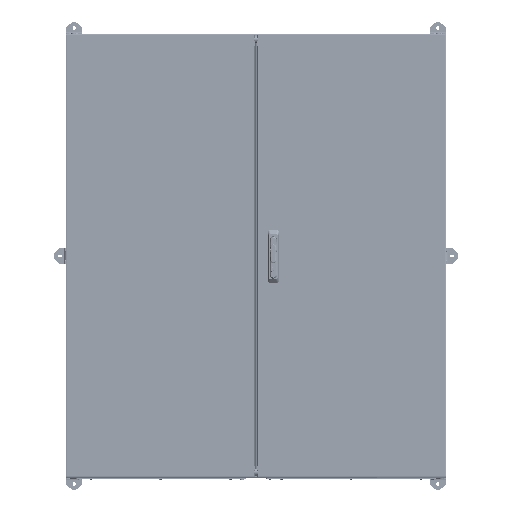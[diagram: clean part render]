
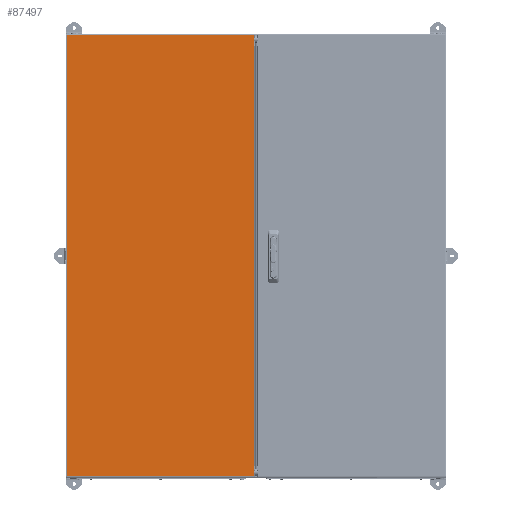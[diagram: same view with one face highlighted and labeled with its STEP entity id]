
A CAD part, top view. The second image highlights one B-rep face of the part: STEP entity #87497.
In plain terms, the highlighted planar face has unit normal (0, 0, 1).
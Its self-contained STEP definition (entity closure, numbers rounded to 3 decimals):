
#4921 = DIRECTION ( 'NONE',  ( -1., 0., 0. ) ) ;
#9232 = ORIENTED_EDGE ( 'NONE', *, *, #82368, .T. ) ;
#10757 = LINE ( 'NONE', #93215, #91441 ) ;
#14003 = LINE ( 'NONE', #51030, #87953 ) ;
#17771 = ORIENTED_EDGE ( 'NONE', *, *, #41321, .T. ) ;
#19745 = ORIENTED_EDGE ( 'NONE', *, *, #99334, .T. ) ;
#26418 = CARTESIAN_POINT ( 'NONE',  ( -294.5, 694.5, 0. ) ) ;
#31953 = VECTOR ( 'NONE', #70876, 1000. ) ;
#32031 = PLANE ( 'NONE',  #107844 ) ;
#34314 = VERTEX_POINT ( 'NONE', #61028 ) ;
#40564 = DIRECTION ( 'NONE',  ( 0., 0., 1. ) ) ;
#41321 = EDGE_CURVE ( 'NONE', #78066, #89530, #14003, .T. ) ;
#47774 = DIRECTION ( 'NONE',  ( 0., -1., 0. ) ) ;
#49573 = VERTEX_POINT ( 'NONE', #112797 ) ;
#49664 = FACE_OUTER_BOUND ( 'NONE', #109130, .T. ) ;
#51030 = CARTESIAN_POINT ( 'NONE',  ( 295.293, 694.5, 0. ) ) ;
#52105 = CARTESIAN_POINT ( 'NONE',  ( 294.5, -695.293, 0. ) ) ;
#61028 = CARTESIAN_POINT ( 'NONE',  ( 294.5, -694.5, 0. ) ) ;
#69295 = DIRECTION ( 'NONE',  ( 1., 0., 0. ) ) ;
#70582 = CARTESIAN_POINT ( 'NONE',  ( 294.5, 694.5, 0. ) ) ;
#70876 = DIRECTION ( 'NONE',  ( 0., 1., 0. ) ) ;
#74427 = EDGE_CURVE ( 'NONE', #49573, #34314, #116554, .T. ) ;
#78066 = VERTEX_POINT ( 'NONE', #70582 ) ;
#82368 = EDGE_CURVE ( 'NONE', #34314, #78066, #97541, .T. ) ;
#86646 = CARTESIAN_POINT ( 'NONE',  ( 0., 0., 0. ) ) ;
#87497 = ADVANCED_FACE ( 'NONE', ( #49664 ), #32031, .T. ) ;
#87953 = VECTOR ( 'NONE', #4921, 1000. ) ;
#89530 = VERTEX_POINT ( 'NONE', #26418 ) ;
#91441 = VECTOR ( 'NONE', #47774, 1000. ) ;
#93215 = CARTESIAN_POINT ( 'NONE',  ( -294.5, 695.293, 0. ) ) ;
#94971 = ORIENTED_EDGE ( 'NONE', *, *, #74427, .T. ) ;
#97541 = LINE ( 'NONE', #52105, #31953 ) ;
#99334 = EDGE_CURVE ( 'NONE', #89530, #49573, #10757, .T. ) ;
#100114 = VECTOR ( 'NONE', #69295, 1000. ) ;
#105390 = DIRECTION ( 'NONE',  ( 1., 0., 0. ) ) ;
#107844 = AXIS2_PLACEMENT_3D ( 'NONE', #86646, #40564, #105390 ) ;
#109130 = EDGE_LOOP ( 'NONE', ( #17771, #19745, #94971, #9232 ) ) ;
#112797 = CARTESIAN_POINT ( 'NONE',  ( -294.5, -694.5, 0. ) ) ;
#114732 = CARTESIAN_POINT ( 'NONE',  ( -295.293, -694.5, 0. ) ) ;
#116554 = LINE ( 'NONE', #114732, #100114 ) ;
